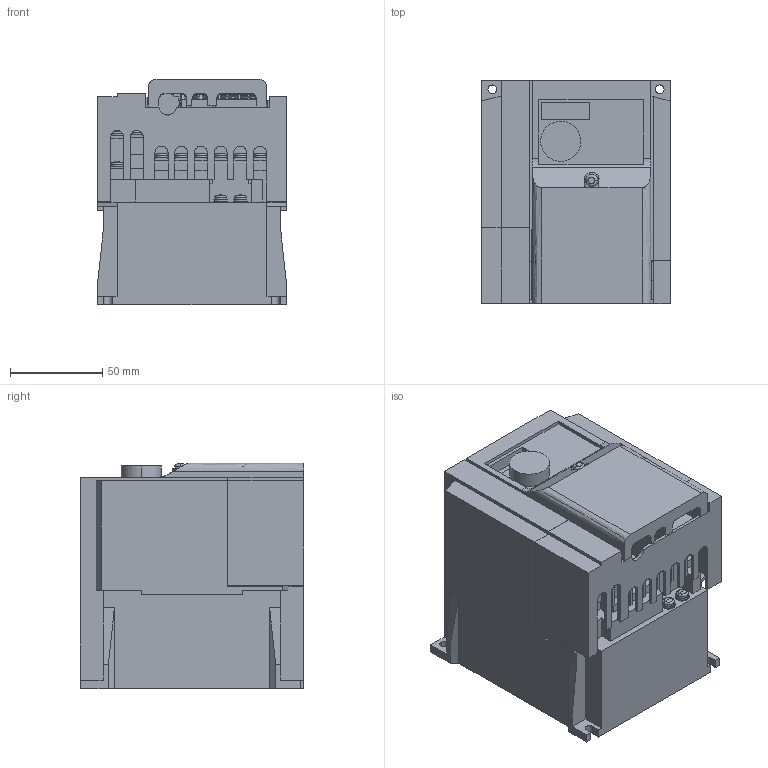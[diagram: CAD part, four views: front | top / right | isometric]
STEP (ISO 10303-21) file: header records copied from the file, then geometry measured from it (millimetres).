
FILE_DESCRIPTION(('FreeCAD Model'),'2;1');
FILE_NAME('Open CASCADE Shape Model','2025-05-05T06:38:25',('FreeCAD'),( 'FreeCAD'),'Open CASCADE STEP processor 7.6','FreeCAD','Unknown');
FILE_SCHEMA(('AUTOMOTIVE_DESIGN { 1 0 10303 214 1 1 1 1 }'));
Length unit declared in the file: millimetre
Products named in the file (1): Open CASCADE STEP translator 7.6 1
Bounding box: 102.25 x 121.18 x 122.6 mm (x, y, z)
Volume: 1230065.8 mm3; surface area: 134632.2 mm2
Topology: 16 solids, 17 shells, 880 faces, 2267 edges, 1456 vertices
Faces by surface type: bspline 880
Entity records: 25189 total; most frequent: CARTESIAN_POINT 11585, ORIENTED_EDGE 4486, EDGE_CURVE 2243, B_SPLINE_CURVE_WITH_KNOTS 1894, VERTEX_POINT 1456, FACE_BOUND 947, EDGE_LOOP 947, ADVANCED_FACE 880
